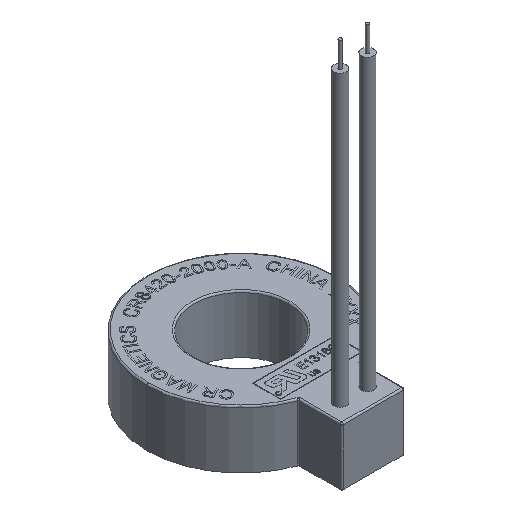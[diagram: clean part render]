
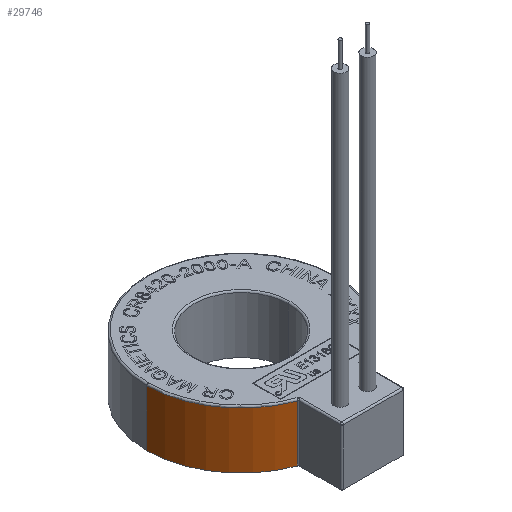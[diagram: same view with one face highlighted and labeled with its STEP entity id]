
A CAD part, isometric view. The second image highlights one B-rep face of the part: STEP entity #29746.
In plain terms, the highlighted cylindrical face has radius 15 mm (diameter 30 mm), a partial arc.
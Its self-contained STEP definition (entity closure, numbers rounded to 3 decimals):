
#191 = LINE ( 'NONE', #13493, #19393 ) ;
#466 = ORIENTED_EDGE ( 'NONE', *, *, #5542, .T. ) ;
#585 = AXIS2_PLACEMENT_3D ( 'NONE', #15797, #13661, #31791 ) ;
#2484 = FACE_OUTER_BOUND ( 'NONE', #27620, .T. ) ;
#3779 = ORIENTED_EDGE ( 'NONE', *, *, #22421, .T. ) ;
#4592 = VERTEX_POINT ( 'NONE', #23085 ) ;
#5542 = EDGE_CURVE ( 'NONE', #13742, #4592, #15693, .T. ) ;
#6873 = EDGE_CURVE ( 'NONE', #9056, #4592, #10915, .T. ) ;
#8427 = CARTESIAN_POINT ( 'NONE',  ( -15., 0., -9.2 ) ) ;
#8515 = DIRECTION ( 'NONE',  ( 0., 0., -1. ) ) ;
#9056 = VERTEX_POINT ( 'NONE', #27857 ) ;
#10735 = DIRECTION ( 'NONE',  ( 0., 0., 1. ) ) ;
#10915 = LINE ( 'NONE', #8427, #15162 ) ;
#12999 = ORIENTED_EDGE ( 'NONE', *, *, #6873, .F. ) ;
#13493 = CARTESIAN_POINT ( 'NONE',  ( -5.167, -14.082, -9.2 ) ) ;
#13498 = CARTESIAN_POINT ( 'NONE',  ( 0., 0., -9.2 ) ) ;
#13661 = DIRECTION ( 'NONE',  ( 0., 0., 1. ) ) ;
#13695 = AXIS2_PLACEMENT_3D ( 'NONE', #13498, #26997, #29832 ) ;
#13742 = VERTEX_POINT ( 'NONE', #29307 ) ;
#14202 = CARTESIAN_POINT ( 'NONE',  ( 0., 0., -0.254 ) ) ;
#15162 = VECTOR ( 'NONE', #10735, 1000. ) ;
#15693 = CIRCLE ( 'NONE', #18550, 15. ) ;
#15797 = CARTESIAN_POINT ( 'NONE',  ( 0., 0., -9.2 ) ) ;
#18550 = AXIS2_PLACEMENT_3D ( 'NONE', #14202, #8515, #24854 ) ;
#19050 = CARTESIAN_POINT ( 'NONE',  ( -5.167, -14.082, -9.2 ) ) ;
#19393 = VECTOR ( 'NONE', #24338, 1000. ) ;
#20330 = VERTEX_POINT ( 'NONE', #19050 ) ;
#20775 = EDGE_CURVE ( 'NONE', #20330, #13742, #191, .T. ) ;
#20966 = CYLINDRICAL_SURFACE ( 'NONE', #585, 15. ) ;
#22421 = EDGE_CURVE ( 'NONE', #9056, #20330, #31847, .T. ) ;
#23085 = CARTESIAN_POINT ( 'NONE',  ( -15., 0., -0.254 ) ) ;
#24338 = DIRECTION ( 'NONE',  ( 0., 0., 1. ) ) ;
#24854 = DIRECTION ( 'NONE',  ( 1., 0., 0. ) ) ;
#26211 = ORIENTED_EDGE ( 'NONE', *, *, #20775, .T. ) ;
#26997 = DIRECTION ( 'NONE',  ( 0., 0., 1. ) ) ;
#27620 = EDGE_LOOP ( 'NONE', ( #12999, #3779, #26211, #466 ) ) ;
#27857 = CARTESIAN_POINT ( 'NONE',  ( -15., 0., -9.2 ) ) ;
#29307 = CARTESIAN_POINT ( 'NONE',  ( -5.167, -14.082, -0.254 ) ) ;
#29746 = ADVANCED_FACE ( 'NONE', ( #2484 ), #20966, .T. ) ;
#29832 = DIRECTION ( 'NONE',  ( 1., 0., 0. ) ) ;
#31791 = DIRECTION ( 'NONE',  ( 1., 0., 0. ) ) ;
#31847 = CIRCLE ( 'NONE', #13695, 15. ) ;
